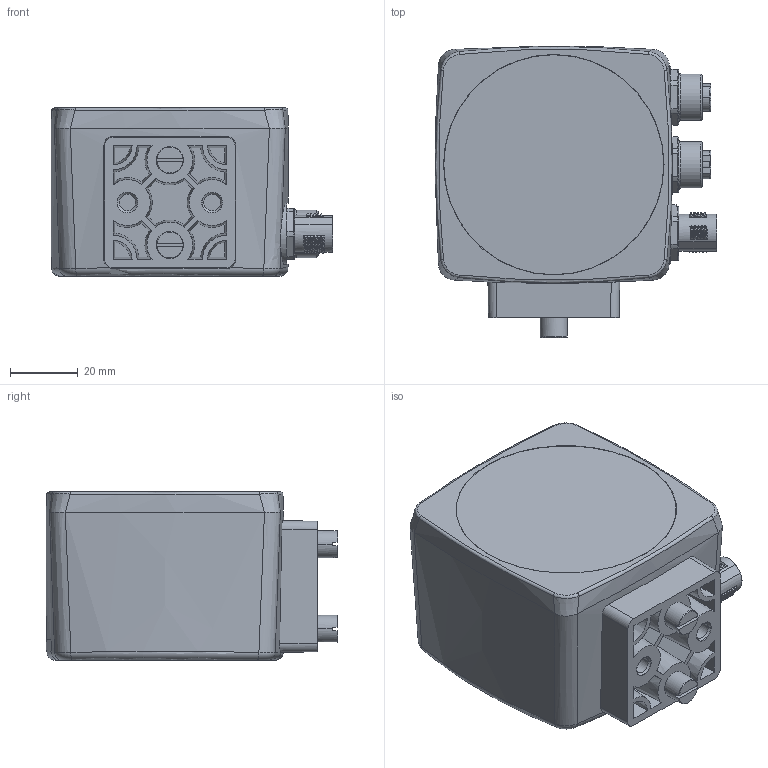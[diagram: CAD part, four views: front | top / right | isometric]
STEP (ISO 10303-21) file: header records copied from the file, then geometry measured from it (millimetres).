
FILE_DESCRIPTION((''),'2;1');
FILE_NAME('CAD-7088_SW0001','2020-11-02T10:43:21',('creinig-se'),(''),'CREO PARAMETRIC BY PTC INC, 2019292','CREO PARAMETRIC BY PTC INC, 2019292','');
FILE_SCHEMA(('CONFIG_CONTROL_DESIGN','SHAPE_APPEARANCE_LAYERS_GROUPS'));
Products named in the file (1): CAD-7088_SW0001
Bounding box: 83.1 x 86 x 49.7 mm (x, y, z)
Volume: 245328.4 mm3; surface area: 31536.4 mm2
Topology: 1 solids, 1 shells, 1154 faces, 2978 edges, 1893 vertices
Faces by surface type: plane 571, cylinder 227, bspline 191, cone 90, torus 69, sphere 4, extrusion 2
Entity records: 61170 total; most frequent: CARTESIAN_POINT 25089, ORIENTED_EDGE 5948, DIRECTION 4730, EDGE_CURVE 2974, VERTEX_POINT 1887, VECTOR 1606, LINE 1604, AXIS2_PLACEMENT_3D 1562
